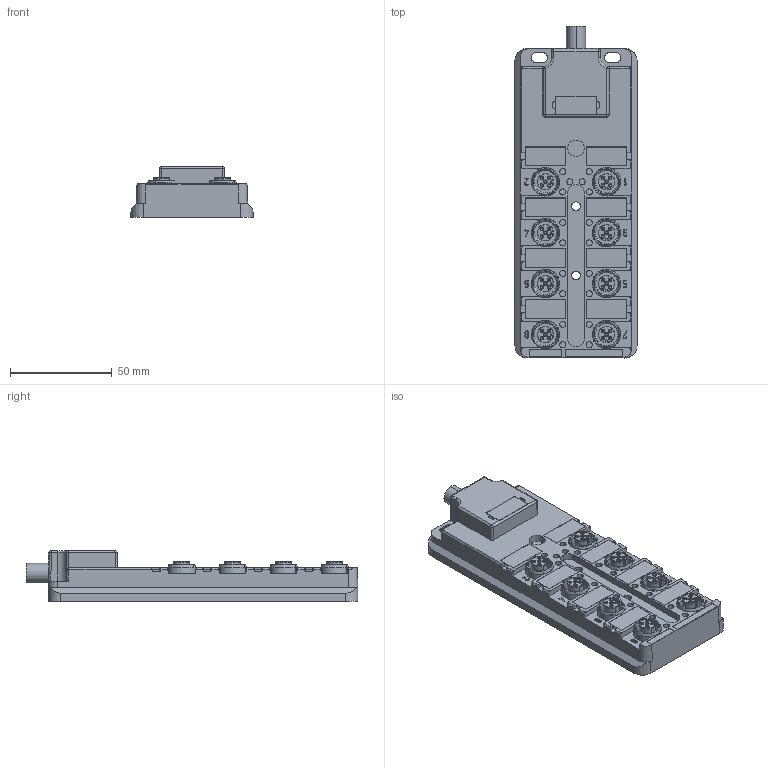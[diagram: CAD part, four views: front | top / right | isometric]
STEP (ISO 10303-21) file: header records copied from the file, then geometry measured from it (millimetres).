
FILE_DESCRIPTION(('CATIA V5 STEP Exchange','CAx-IF Rec.Pracs.--- Model Styling and Organization---1.4--- 2014-01-23'),'2;1');
FILE_NAME ('020809-2_1_1766700000_1766700000.stp','2020-01-09T13:56:05+00:00',('none'),('Weidmueller'),'CATIA Version 5-6 Release 2016 SP3 HF44','CATIA V5 STEP AP214','none');
FILE_SCHEMA(('AUTOMOTIVE_DESIGN { 1 0 10303 214 1 1 1 1 }'));
Length unit declared in the file: millimetre
Products named in the file (1): 1766700000
Bounding box: 60 x 163 x 25 mm (x, y, z)
Volume: 140622.7 mm3; surface area: 57328.3 mm2
Topology: 28 solids, 28 shells, 1890 faces, 4781 edges, 3070 vertices
Faces by surface type: plane 812, cylinder 688, cone 298, torus 84, sphere 6, bspline 2
Entity records: 53233 total; most frequent: CARTESIAN_POINT 11152, ORIENTED_EDGE 9550, DIRECTION 6814, EDGE_CURVE 4775, AXIS2_PLACEMENT_3D 3099, VERTEX_POINT 3070, VECTOR 2526, LINE 2526
